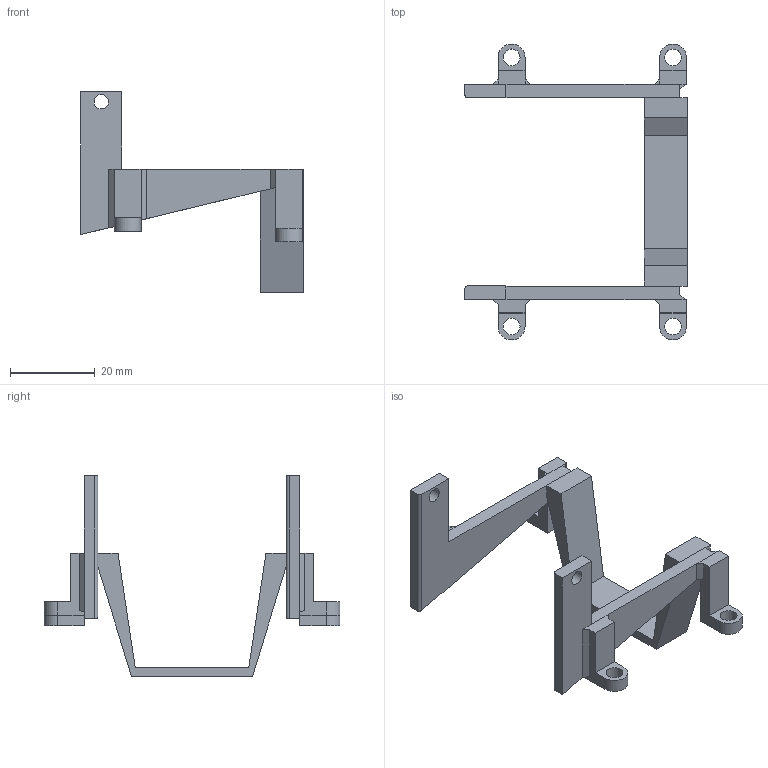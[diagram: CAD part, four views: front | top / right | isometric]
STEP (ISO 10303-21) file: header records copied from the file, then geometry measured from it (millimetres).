
FILE_DESCRIPTION(('FreeCAD Model'),'2;1');
FILE_NAME('Open CASCADE Shape Model','2025-03-01T07:36:19',(''),(''), 'Open CASCADE STEP processor 7.8','FreeCAD','Unknown');
FILE_SCHEMA(('AUTOMOTIVE_DESIGN { 1 0 10303 214 1 1 1 1 }'));
Length unit declared in the file: millimetre
Products named in the file (1): Door Hinge
Bounding box: 52.6 x 69.85 x 47.38 mm (x, y, z)
Volume: 8300.9 mm3; surface area: 7269.2 mm2
Topology: 1 solids, 1 shells, 86 faces, 230 edges, 146 vertices
Faces by surface type: plane 74, cylinder 12
Full cylindrical faces by diameter (mm): 3.429 x2, 4 x4
Entity records: 2668 total; most frequent: CARTESIAN_POINT 463, ORIENTED_EDGE 460, DIRECTION 428, EDGE_CURVE 230, LINE 206, VECTOR 206, VERTEX_POINT 146, AXIS2_PLACEMENT_3D 111
